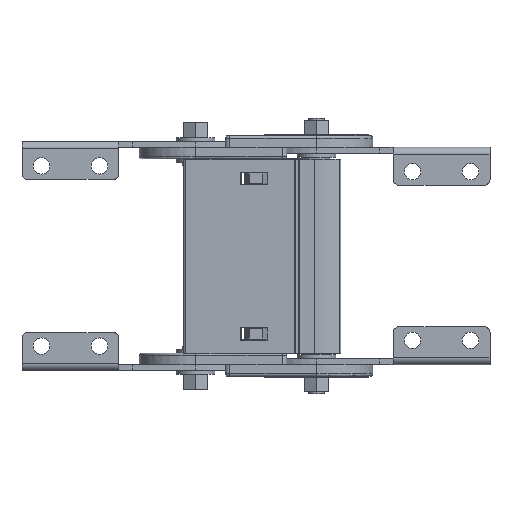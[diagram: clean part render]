
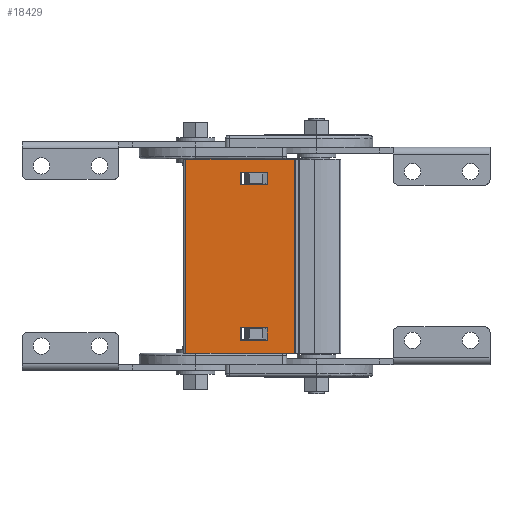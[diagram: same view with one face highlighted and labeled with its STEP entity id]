
A CAD part, front view. The second image highlights one B-rep face of the part: STEP entity #18429.
In plain terms, the highlighted planar face has unit normal (0, -1, -0.009).
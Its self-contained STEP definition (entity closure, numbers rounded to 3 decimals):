
#540 = ORIENTED_EDGE ( 'NONE', *, *, #18456, .T. ) ;
#925 = DIRECTION ( 'NONE',  ( -1., 0., 0. ) ) ;
#1623 = VECTOR ( 'NONE', #24918, 1000. ) ;
#2135 = CARTESIAN_POINT ( 'NONE',  ( -77.82, 143.418, 47.84 ) ) ;
#2709 = VECTOR ( 'NONE', #17799, 1000. ) ;
#3930 = EDGE_LOOP ( 'NONE', ( #23783, #20624, #7476, #26110 ) ) ;
#3990 = EDGE_CURVE ( 'NONE', #26155, #24349, #12310, .T. ) ;
#4012 = CARTESIAN_POINT ( 'NONE',  ( -105.8, 141.947, 216.401 ) ) ;
#4148 = CARTESIAN_POINT ( 'NONE',  ( -77.82, 142.717, 128.156 ) ) ;
#4823 = CARTESIAN_POINT ( 'NONE',  ( -49.6, 141.947, 216.401 ) ) ;
#4998 = CARTESIAN_POINT ( 'NONE',  ( -77.82, 143.418, 47.84 ) ) ;
#5324 = EDGE_CURVE ( 'NONE', #18802, #9309, #9210, .T. ) ;
#5332 = CARTESIAN_POINT ( 'NONE',  ( -105.8, 143.531, 34.791 ) ) ;
#5773 = LINE ( 'NONE', #30981, #36156 ) ;
#7099 = EDGE_LOOP ( 'NONE', ( #24424, #540, #17273, #7469 ) ) ;
#7299 = EDGE_CURVE ( 'NONE', #15553, #7423, #17575, .T. ) ;
#7355 = EDGE_CURVE ( 'NONE', #35863, #16001, #25067, .T. ) ;
#7423 = VERTEX_POINT ( 'NONE', #21980 ) ;
#7469 = ORIENTED_EDGE ( 'NONE', *, *, #35153, .T. ) ;
#7476 = ORIENTED_EDGE ( 'NONE', *, *, #7299, .F. ) ;
#7771 = FACE_BOUND ( 'NONE', #3930, .T. ) ;
#8555 = DIRECTION ( 'NONE',  ( 0., 0.009, -1. ) ) ;
#8643 = VECTOR ( 'NONE', #35951, 1000. ) ;
#8889 = PLANE ( 'NONE',  #39908 ) ;
#9187 = VECTOR ( 'NONE', #33242, 1000. ) ;
#9210 = LINE ( 'NONE', #29959, #30063 ) ;
#9277 = CARTESIAN_POINT ( 'NONE',  ( -63.82, 142.772, 121.856 ) ) ;
#9309 = VERTEX_POINT ( 'NONE', #19143 ) ;
#12310 = LINE ( 'NONE', #35988, #32155 ) ;
#12877 = EDGE_CURVE ( 'NONE', #7423, #34748, #16966, .T. ) ;
#15553 = VERTEX_POINT ( 'NONE', #25580 ) ;
#16001 = VERTEX_POINT ( 'NONE', #5332 ) ;
#16966 = LINE ( 'NONE', #38868, #31395 ) ;
#17273 = ORIENTED_EDGE ( 'NONE', *, *, #5324, .T. ) ;
#17568 = LINE ( 'NONE', #4012, #28496 ) ;
#17575 = LINE ( 'NONE', #37278, #1623 ) ;
#17762 = FACE_OUTER_BOUND ( 'NONE', #24944, .T. ) ;
#17799 = DIRECTION ( 'NONE',  ( 0., 0.009, -1. ) ) ;
#18025 = CARTESIAN_POINT ( 'NONE',  ( -105.8, 142.658, 134.906 ) ) ;
#18429 = ADVANCED_FACE ( 'NONE', ( #39648, #17762, #7771 ), #8889, .F. ) ;
#18456 = EDGE_CURVE ( 'NONE', #25861, #18802, #5773, .T. ) ;
#18461 = EDGE_CURVE ( 'NONE', #19769, #25861, #32147, .T. ) ;
#18802 = VERTEX_POINT ( 'NONE', #4148 ) ;
#19143 = CARTESIAN_POINT ( 'NONE',  ( -63.82, 142.717, 128.156 ) ) ;
#19668 = EDGE_CURVE ( 'NONE', #26155, #35863, #24686, .T. ) ;
#19769 = VERTEX_POINT ( 'NONE', #34841 ) ;
#20317 = EDGE_CURVE ( 'NONE', #23024, #15553, #32547, .T. ) ;
#20624 = ORIENTED_EDGE ( 'NONE', *, *, #12877, .F. ) ;
#21407 = DIRECTION ( 'NONE',  ( -1., 0., 0. ) ) ;
#21746 = EDGE_CURVE ( 'NONE', #24349, #16001, #17568, .T. ) ;
#21980 = CARTESIAN_POINT ( 'NONE',  ( -63.82, 143.473, 41.541 ) ) ;
#22104 = DIRECTION ( 'NONE',  ( 0., 1., 0.009 ) ) ;
#22493 = ORIENTED_EDGE ( 'NONE', *, *, #3990, .T. ) ;
#23024 = VERTEX_POINT ( 'NONE', #25337 ) ;
#23783 = ORIENTED_EDGE ( 'NONE', *, *, #24057, .F. ) ;
#24019 = ORIENTED_EDGE ( 'NONE', *, *, #21746, .T. ) ;
#24057 = EDGE_CURVE ( 'NONE', #34748, #23024, #25590, .T. ) ;
#24349 = VERTEX_POINT ( 'NONE', #18025 ) ;
#24424 = ORIENTED_EDGE ( 'NONE', *, *, #18461, .T. ) ;
#24686 = LINE ( 'NONE', #4823, #2709 ) ;
#24909 = DIRECTION ( 'NONE',  ( 0., -0.009, 1. ) ) ;
#24918 = DIRECTION ( 'NONE',  ( 1., 0., 0. ) ) ;
#24944 = EDGE_LOOP ( 'NONE', ( #24019, #39578, #33351, #22493 ) ) ;
#25042 = DIRECTION ( 'NONE',  ( 0., 0.009, -1. ) ) ;
#25067 = LINE ( 'NONE', #27643, #41004 ) ;
#25337 = CARTESIAN_POINT ( 'NONE',  ( -77.82, 143.418, 47.84 ) ) ;
#25580 = CARTESIAN_POINT ( 'NONE',  ( -77.82, 143.473, 41.541 ) ) ;
#25590 = LINE ( 'NONE', #4998, #9187 ) ;
#25861 = VERTEX_POINT ( 'NONE', #29794 ) ;
#26110 = ORIENTED_EDGE ( 'NONE', *, *, #20317, .F. ) ;
#26155 = VERTEX_POINT ( 'NONE', #41207 ) ;
#26172 = CARTESIAN_POINT ( 'NONE',  ( -49.6, 143.531, 34.791 ) ) ;
#27643 = CARTESIAN_POINT ( 'NONE',  ( -80.82, 143.531, 34.791 ) ) ;
#28496 = VECTOR ( 'NONE', #39507, 1000. ) ;
#28573 = VECTOR ( 'NONE', #8555, 1000. ) ;
#28836 = CARTESIAN_POINT ( 'NONE',  ( -63.82, 143.418, 47.84 ) ) ;
#29794 = CARTESIAN_POINT ( 'NONE',  ( -77.82, 142.772, 121.856 ) ) ;
#29959 = CARTESIAN_POINT ( 'NONE',  ( -77.82, 142.717, 128.156 ) ) ;
#30063 = VECTOR ( 'NONE', #36250, 1000. ) ;
#30981 = CARTESIAN_POINT ( 'NONE',  ( -77.82, 142.772, 121.856 ) ) ;
#31155 = VECTOR ( 'NONE', #40613, 1000. ) ;
#31251 = CARTESIAN_POINT ( 'NONE',  ( -77.82, 142.772, 121.856 ) ) ;
#31395 = VECTOR ( 'NONE', #32283, 1000. ) ;
#31531 = CARTESIAN_POINT ( 'NONE',  ( -80.82, 142.659, 134.785 ) ) ;
#32147 = LINE ( 'NONE', #31251, #31155 ) ;
#32155 = VECTOR ( 'NONE', #925, 1000. ) ;
#32283 = DIRECTION ( 'NONE',  ( 0., -0.009, 1. ) ) ;
#32547 = LINE ( 'NONE', #2135, #28573 ) ;
#33242 = DIRECTION ( 'NONE',  ( -1., 0., 0. ) ) ;
#33351 = ORIENTED_EDGE ( 'NONE', *, *, #19668, .F. ) ;
#34541 = LINE ( 'NONE', #9277, #8643 ) ;
#34748 = VERTEX_POINT ( 'NONE', #28836 ) ;
#34841 = CARTESIAN_POINT ( 'NONE',  ( -63.82, 142.772, 121.856 ) ) ;
#35153 = EDGE_CURVE ( 'NONE', #9309, #19769, #34541, .T. ) ;
#35863 = VERTEX_POINT ( 'NONE', #26172 ) ;
#35951 = DIRECTION ( 'NONE',  ( 0., 0.009, -1. ) ) ;
#35988 = CARTESIAN_POINT ( 'NONE',  ( -80.82, 142.658, 134.906 ) ) ;
#36156 = VECTOR ( 'NONE', #24909, 1000. ) ;
#36250 = DIRECTION ( 'NONE',  ( 1., 0., 0. ) ) ;
#37278 = CARTESIAN_POINT ( 'NONE',  ( -77.82, 143.473, 41.541 ) ) ;
#38868 = CARTESIAN_POINT ( 'NONE',  ( -63.82, 143.418, 47.84 ) ) ;
#39507 = DIRECTION ( 'NONE',  ( 0., 0.009, -1. ) ) ;
#39578 = ORIENTED_EDGE ( 'NONE', *, *, #7355, .F. ) ;
#39648 = FACE_BOUND ( 'NONE', #7099, .T. ) ;
#39908 = AXIS2_PLACEMENT_3D ( 'NONE', #31531, #22104, #25042 ) ;
#40613 = DIRECTION ( 'NONE',  ( -1., 0., 0. ) ) ;
#41004 = VECTOR ( 'NONE', #21407, 1000. ) ;
#41207 = CARTESIAN_POINT ( 'NONE',  ( -49.6, 142.658, 134.906 ) ) ;
